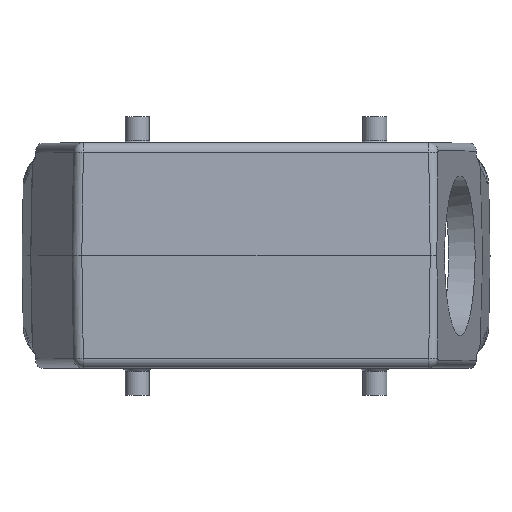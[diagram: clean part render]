
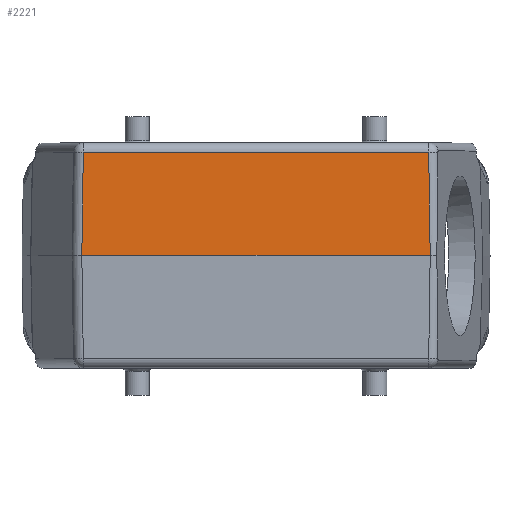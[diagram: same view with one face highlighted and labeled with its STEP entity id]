
A CAD part, top view. The second image highlights one B-rep face of the part: STEP entity #2221.
In plain terms, the highlighted planar face has unit normal (0, 0.018, 1).
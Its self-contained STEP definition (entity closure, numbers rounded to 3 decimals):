
#1333=LINE('',#8688,#1776);
#1468=LINE('',#9590,#1911);
#1469=LINE('',#9592,#1912);
#1470=LINE('',#9594,#1913);
#1776=VECTOR('',#7014,1.);
#1911=VECTOR('',#7341,1.);
#1912=VECTOR('',#7342,1.);
#1913=VECTOR('',#7343,1.);
#2221=ADVANCED_FACE('',(#2693),#2505,.T.);
#2505=PLANE('',#6533);
#2693=FACE_OUTER_BOUND('',#2992,.T.);
#2992=EDGE_LOOP('',(#3734,#3735,#3736,#3737));
#3734=ORIENTED_EDGE('',*,*,#5693,.T.);
#3735=ORIENTED_EDGE('',*,*,#5694,.T.);
#3736=ORIENTED_EDGE('',*,*,#5695,.F.);
#3737=ORIENTED_EDGE('',*,*,#5455,.T.);
#4917=VERTEX_POINT('',#8672);
#4920=VERTEX_POINT('',#8687);
#5118=VERTEX_POINT('',#9591);
#5119=VERTEX_POINT('',#9593);
#5455=EDGE_CURVE('',#4917,#4920,#1333,.T.);
#5693=EDGE_CURVE('',#4920,#5118,#1468,.T.);
#5694=EDGE_CURVE('',#5118,#5119,#1469,.T.);
#5695=EDGE_CURVE('',#4917,#5119,#1470,.T.);
#6533=AXIS2_PLACEMENT_3D('',#9595,#7344,#7345);
#7014=DIRECTION('',(-0.014,1.,-0.017));
#7341=DIRECTION('',(-1.,0.,0.));
#7342=DIRECTION('',(-0.014,-1.,0.017));
#7343=DIRECTION('',(-1.,0.,0.));
#7344=DIRECTION('',(0.,0.017,1.));
#7345=DIRECTION('',(0.,-1.,0.017));
#8672=CARTESIAN_POINT('',(34.799,0.,66.85));
#8687=CARTESIAN_POINT('',(34.503,20.535,66.492));
#8688=CARTESIAN_POINT('',(34.784,1.025,66.832));
#9590=CARTESIAN_POINT('',(-36.124,20.535,66.492));
#9591=CARTESIAN_POINT('',(-34.503,20.535,66.492));
#9592=CARTESIAN_POINT('',(-34.799,-0.024,66.85));
#9593=CARTESIAN_POINT('',(-34.799,0.,66.85));
#9594=CARTESIAN_POINT('',(-36.447,0.,66.85));
#9595=CARTESIAN_POINT('',(-36.447,0.,66.85));
